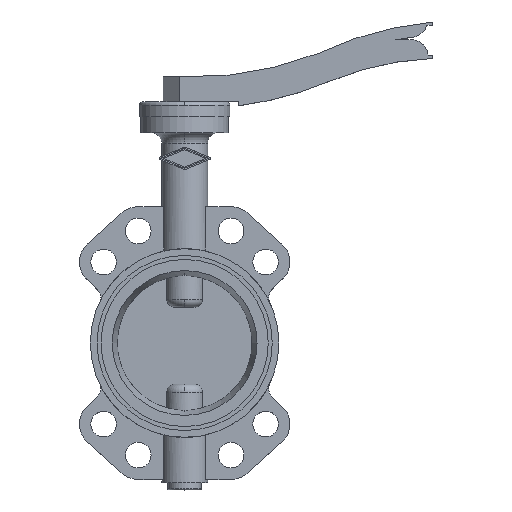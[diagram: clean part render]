
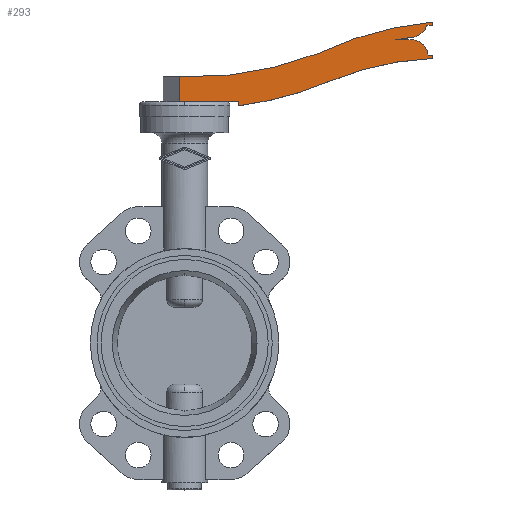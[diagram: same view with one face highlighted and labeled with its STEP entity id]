
A CAD part, top view. The second image highlights one B-rep face of the part: STEP entity #293.
In plain terms, the highlighted planar face has unit normal (0, 0, 1).
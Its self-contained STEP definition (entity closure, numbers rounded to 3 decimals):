
#293 = ADVANCED_FACE( '', ( #667 ), #668, .T. );
#667 = FACE_OUTER_BOUND( '', #1041, .T. );
#668 = PLANE( '', #1042 );
#1041 = EDGE_LOOP( '', ( #2453, #2454, #2455, #2456, #2457, #2458, #2459, #2460, #2461, #2462, #2463, #2464, #2465, #2466, #2467, #2468 ) );
#1042 = AXIS2_PLACEMENT_3D( '', #2469, #2470, #2471 );
#2453 = ORIENTED_EDGE( '', *, *, #2880, .T. );
#2454 = ORIENTED_EDGE( '', *, *, #2888, .T. );
#2455 = ORIENTED_EDGE( '', *, *, #2904, .T. );
#2456 = ORIENTED_EDGE( '', *, *, #2906, .T. );
#2457 = ORIENTED_EDGE( '', *, *, #2908, .T. );
#2458 = ORIENTED_EDGE( '', *, *, #2910, .T. );
#2459 = ORIENTED_EDGE( '', *, *, #2912, .T. );
#2460 = ORIENTED_EDGE( '', *, *, #2914, .T. );
#2461 = ORIENTED_EDGE( '', *, *, #2916, .T. );
#2462 = ORIENTED_EDGE( '', *, *, #2918, .T. );
#2463 = ORIENTED_EDGE( '', *, *, #2920, .T. );
#2464 = ORIENTED_EDGE( '', *, *, #2922, .T. );
#2465 = ORIENTED_EDGE( '', *, *, #2924, .T. );
#2466 = ORIENTED_EDGE( '', *, *, #2926, .T. );
#2467 = ORIENTED_EDGE( '', *, *, #2928, .T. );
#2468 = ORIENTED_EDGE( '', *, *, #2929, .T. );
#2469 = CARTESIAN_POINT( '', ( 0., 176., -16. ) );
#2470 = DIRECTION( '', ( 0., 0., 1. ) );
#2471 = DIRECTION( '', ( 1., 0., 0. ) );
#2880 = EDGE_CURVE( '', #3613, #3610, #3614, .T. );
#2888 = EDGE_CURVE( '', #3610, #3625, #3627, .T. );
#2904 = EDGE_CURVE( '', #3625, #3655, #3657, .T. );
#2906 = EDGE_CURVE( '', #3655, #3658, #3660, .T. );
#2908 = EDGE_CURVE( '', #3658, #3661, #3663, .T. );
#2910 = EDGE_CURVE( '', #3661, #3664, #3666, .T. );
#2912 = EDGE_CURVE( '', #3664, #3667, #3669, .T. );
#2914 = EDGE_CURVE( '', #3667, #3670, #3672, .T. );
#2916 = EDGE_CURVE( '', #3670, #3673, #3675, .T. );
#2918 = EDGE_CURVE( '', #3673, #3676, #3678, .T. );
#2920 = EDGE_CURVE( '', #3676, #3679, #3681, .T. );
#2922 = EDGE_CURVE( '', #3679, #3682, #3684, .T. );
#2924 = EDGE_CURVE( '', #3682, #3685, #3687, .T. );
#2926 = EDGE_CURVE( '', #3685, #3688, #3690, .T. );
#2928 = EDGE_CURVE( '', #3688, #3691, #3693, .T. );
#2929 = EDGE_CURVE( '', #3691, #3613, #3694, .T. );
#3610 = VERTEX_POINT( '', #5175 );
#3613 = VERTEX_POINT( '', #5179 );
#3614 = LINE( '', #5180, #5181 );
#3625 = VERTEX_POINT( '', #5198 );
#3627 = LINE( '', #5201, #5202 );
#3655 = VERTEX_POINT( '', #5238 );
#3657 = LINE( '', #5241, #5242 );
#3658 = VERTEX_POINT( '', #5243 );
#3660 = CIRCLE( '', #5246, 255. );
#3661 = VERTEX_POINT( '', #5247 );
#3663 = CIRCLE( '', #5250, 223. );
#3664 = VERTEX_POINT( '', #5251 );
#3666 = LINE( '', #5254, #5255 );
#3667 = VERTEX_POINT( '', #5256 );
#3669 = LINE( '', #5259, #5260 );
#3670 = VERTEX_POINT( '', #5261 );
#3672 = CIRCLE( '', #5264, 12.5 );
#3673 = VERTEX_POINT( '', #5265 );
#3675 = LINE( '', #5268, #5269 );
#3676 = VERTEX_POINT( '', #5270 );
#3678 = LINE( '', #5273, #5274 );
#3679 = VERTEX_POINT( '', #5275 );
#3681 = CIRCLE( '', #5278, 12.5 );
#3682 = VERTEX_POINT( '', #5279 );
#3684 = LINE( '', #5282, #5283 );
#3685 = VERTEX_POINT( '', #5284 );
#3687 = LINE( '', #5287, #5288 );
#3688 = VERTEX_POINT( '', #5289 );
#3690 = CIRCLE( '', #5292, 255. );
#3691 = VERTEX_POINT( '', #5293 );
#3693 = CIRCLE( '', #5296, 250. );
#3694 = LINE( '', #5297, #5298 );
#5175 = CARTESIAN_POINT( '', ( -4., 179., -16. ) );
#5179 = CARTESIAN_POINT( '', ( -4., 197.6, -16. ) );
#5180 = CARTESIAN_POINT( '', ( -4., 176., -16. ) );
#5181 = VECTOR( '', #6049, 1. );
#5198 = CARTESIAN_POINT( '', ( 39.8, 179., -16. ) );
#5201 = CARTESIAN_POINT( '', ( -16., 179., -16. ) );
#5202 = VECTOR( '', #6057, 1. );
#5238 = CARTESIAN_POINT( '', ( 39.8, 176., -16. ) );
#5241 = CARTESIAN_POINT( '', ( 39.8, 179., -16. ) );
#5242 = VECTOR( '', #6085, 1. );
#5243 = CARTESIAN_POINT( '', ( 107., 194., -16. ) );
#5246 = AXIS2_PLACEMENT_3D( '', #6087, #6088, #6089 );
#5247 = CARTESIAN_POINT( '', ( 184., 211.2, -16. ) );
#5250 = AXIS2_PLACEMENT_3D( '', #6091, #6092, #6093 );
#5251 = CARTESIAN_POINT( '', ( 184., 213.7, -16. ) );
#5254 = CARTESIAN_POINT( '', ( 184., 211.2, -16. ) );
#5255 = VECTOR( '', #6095, 1. );
#5256 = CARTESIAN_POINT( '', ( 180.6, 213.7, -16. ) );
#5259 = CARTESIAN_POINT( '', ( 184., 213.7, -16. ) );
#5260 = VECTOR( '', #6097, 1. );
#5261 = CARTESIAN_POINT( '', ( 168.015, 225.122, -16. ) );
#5264 = AXIS2_PLACEMENT_3D( '', #6099, #6100, #6101 );
#5265 = CARTESIAN_POINT( '', ( 156.4, 225., -16. ) );
#5268 = CARTESIAN_POINT( '', ( 168.015, 225.122, -16. ) );
#5269 = VECTOR( '', #6103, 1. );
#5270 = CARTESIAN_POINT( '', ( 169.9, 227., -16. ) );
#5273 = CARTESIAN_POINT( '', ( 156.4, 225., -16. ) );
#5274 = VECTOR( '', #6105, 1. );
#5275 = CARTESIAN_POINT( '', ( 179.7, 235.7, -16. ) );
#5278 = AXIS2_PLACEMENT_3D( '', #6107, #6108, #6109 );
#5279 = CARTESIAN_POINT( '', ( 184., 235.7, -16. ) );
#5282 = CARTESIAN_POINT( '', ( 179.7, 235.7, -16. ) );
#5283 = VECTOR( '', #6111, 1. );
#5284 = CARTESIAN_POINT( '', ( 184., 238.2, -16. ) );
#5287 = CARTESIAN_POINT( '', ( 184., 235.7, -16. ) );
#5288 = VECTOR( '', #6113, 1. );
#5289 = CARTESIAN_POINT( '', ( 99., 214.89, -16. ) );
#5292 = AXIS2_PLACEMENT_3D( '', #6115, #6116, #6117 );
#5293 = CARTESIAN_POINT( '', ( 0., 197.6, -16. ) );
#5296 = AXIS2_PLACEMENT_3D( '', #6119, #6120, #6121 );
#5297 = CARTESIAN_POINT( '', ( 0., 197.6, -16. ) );
#5298 = VECTOR( '', #6122, 1. );
#6049 = DIRECTION( '', ( 0., -1., 0. ) );
#6057 = DIRECTION( '', ( 1., 0., 0. ) );
#6085 = DIRECTION( '', ( 0., -1., 0. ) );
#6087 = CARTESIAN_POINT( '', ( 8.039, 429.014, -16. ) );
#6088 = DIRECTION( '', ( 0., 0., 1. ) );
#6089 = DIRECTION( '', ( 0.125, -0.992, 0. ) );
#6091 = CARTESIAN_POINT( '', ( 193.348, -11.604, -16. ) );
#6092 = DIRECTION( '', ( 0., 0., -1. ) );
#6093 = DIRECTION( '', ( -0.387, 0.922, 0. ) );
#6095 = DIRECTION( '', ( 0., 1., 0. ) );
#6097 = DIRECTION( '', ( -1., 0., 0. ) );
#6099 = CARTESIAN_POINT( '', ( 168.147, 212.623, -16. ) );
#6100 = DIRECTION( '', ( 0., 0., 1. ) );
#6101 = DIRECTION( '', ( 0.996, 0.086, 0. ) );
#6103 = DIRECTION( '', ( -1., -0.01, 0. ) );
#6105 = DIRECTION( '', ( 0.989, 0.147, 0. ) );
#6107 = CARTESIAN_POINT( '', ( 167.733, 239.311, -16. ) );
#6108 = DIRECTION( '', ( 0., 0., 1. ) );
#6109 = DIRECTION( '', ( 0.173, -0.985, 0. ) );
#6111 = DIRECTION( '', ( 1., 0., 0. ) );
#6113 = DIRECTION( '', ( 0., 1., 0. ) );
#6115 = CARTESIAN_POINT( '', ( 207.925, -15.675, -16. ) );
#6116 = DIRECTION( '', ( 0., 0., 1. ) );
#6117 = DIRECTION( '', ( -0.094, 0.996, 0. ) );
#6119 = CARTESIAN_POINT( '', ( 7.367, 447.491, -16. ) );
#6120 = DIRECTION( '', ( 0., 0., -1. ) );
#6121 = DIRECTION( '', ( 0.367, -0.93, 0. ) );
#6122 = DIRECTION( '', ( -1., 0., 0. ) );
